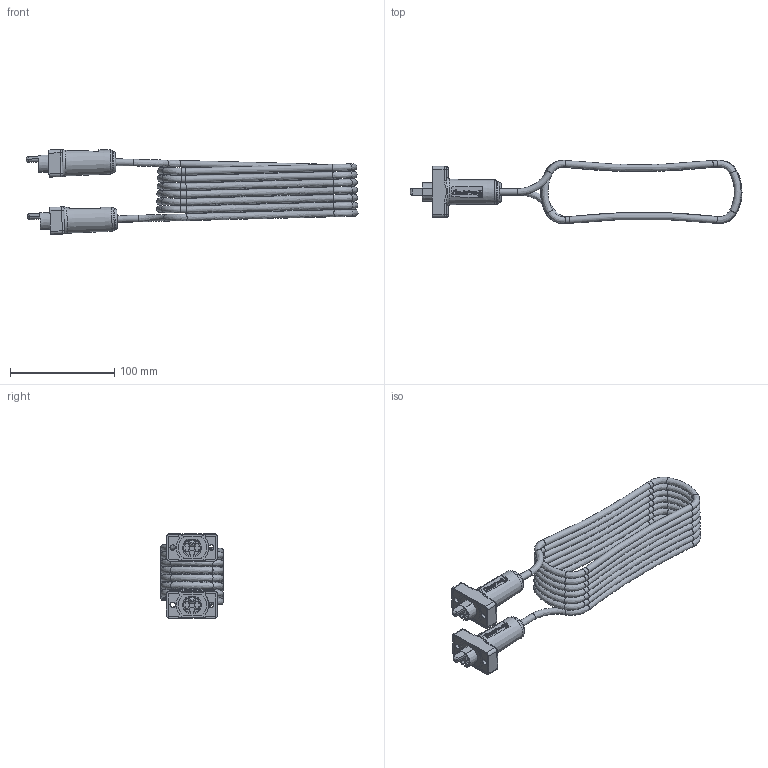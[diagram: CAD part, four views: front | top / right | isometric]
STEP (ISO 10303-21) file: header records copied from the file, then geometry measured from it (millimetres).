
FILE_DESCRIPTION(/* description */ (''),/* implementation_level */ '2;1');
FILE_NAME(/* name */ '12553 Verbindungskabel 24v 7_5m.stp',/* time_stamp */ '2017-08-09T10:13:54+02:00',/* author */ ('guzb562'),/* organization */ (''),/* preprocessor_version */ 'ST-DEVELOPER v16.1',/* originating_system */ 'Autodesk Inventor 2016',/* authorisation */ '');
FILE_SCHEMA (('AUTOMOTIVE_DESIGN { 1 0 10303 214 3 1 1 }'));
Length unit declared in the file: millimetre
Products named in the file (3): kabelpaket_7; Stecker 24V; 12553 Verbindungskabel 24v 7_5m
Assembly tree (3 placements, depth 2):
  12553 Verbindungskabel 24v 7_5m
    kabelpaket_7
    Stecker 24V  x2
Bounding box: 318.92 x 60.57 x 81.33 mm (x, y, z)
Volume: 182743.2 mm3; surface area: 86880.9 mm2
Topology: 3 solids, 3 shells, 950 faces, 2575 edges, 1685 vertices
Faces by surface type: plane 642, bspline 192, cylinder 86, cone 26, torus 4
Full cylindrical faces by diameter (mm): 5.216 x4, 7.255 x2, 15.899 x2, 19.899 x2, 22.126 x2
Entity records: 25220 total; most frequent: CARTESIAN_POINT 13070, ORIENTED_EDGE 2748, DIRECTION 1982, EDGE_CURVE 1374, LINE 934, VECTOR 934, VERTEX_POINT 903, EDGE_LOOP 553
